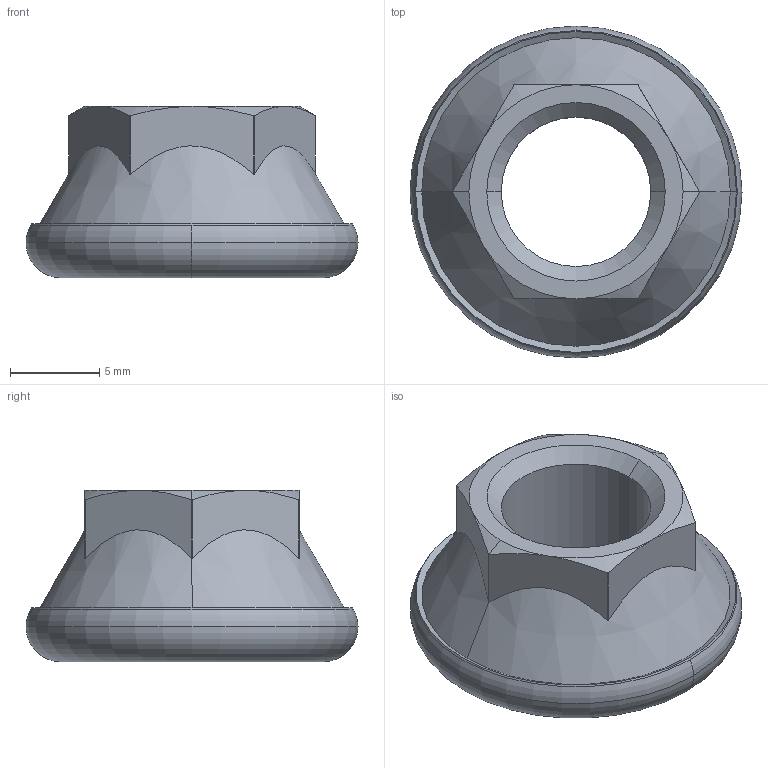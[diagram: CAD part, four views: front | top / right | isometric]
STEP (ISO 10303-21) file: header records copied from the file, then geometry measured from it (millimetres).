
FILE_DESCRIPTION(('STEP AP203'),'1');
FILE_NAME('ecrou_10_phr_115.stp','2019-01-07T13:54:52',('TraceParts'),('TraceParts S.A.'),'Spatial InterOp 3D',' ',' ');
FILE_SCHEMA(('CONFIG_CONTROL_DESIGN'));
Length unit declared in the file: millimetre
Products named in the file (1): 1
Bounding box: 18.6 x 18.6 x 9.6 mm (x, y, z)
Volume: 1197.9 mm3; surface area: 992 mm2
Topology: 1 solids, 1 shells, 42 faces, 99 edges, 59 vertices
Faces by surface type: cone 18, cylinder 12, plane 8, torus 4
Entity records: 1260 total; most frequent: CARTESIAN_POINT 261, DIRECTION 218, ORIENTED_EDGE 198, EDGE_CURVE 99, AXIS2_PLACEMENT_3D 94, VERTEX_POINT 59, CIRCLE 51, EDGE_LOOP 44
